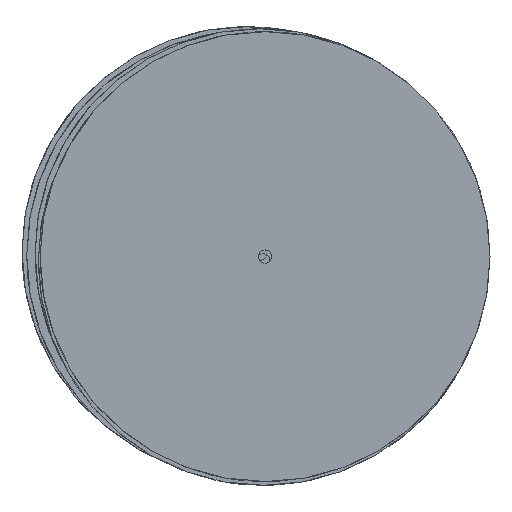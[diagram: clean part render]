
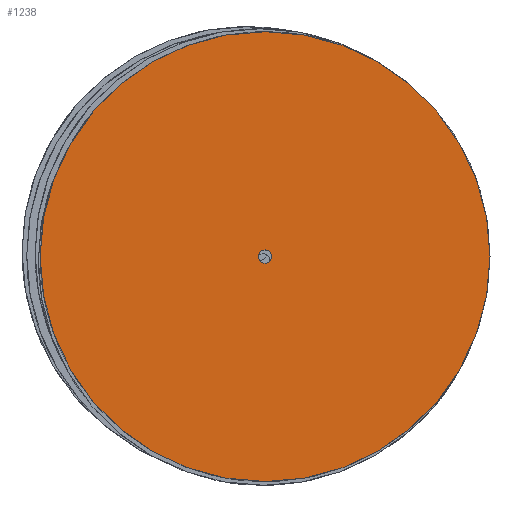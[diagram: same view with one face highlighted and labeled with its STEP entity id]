
A CAD part, top view. The second image highlights one B-rep face of the part: STEP entity #1238.
In plain terms, the highlighted planar face has unit normal (0, 0, 1).
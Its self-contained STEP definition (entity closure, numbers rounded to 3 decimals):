
#37=FACE_BOUND('',#320,.T.);
#58=PLANE('',#1410);
#249=FACE_OUTER_BOUND('',#319,.T.);
#319=EDGE_LOOP('',(#1143));
#320=EDGE_LOOP('',(#1144));
#384=CIRCLE('',#1407,0.49);
#385=CIRCLE('',#1409,16.5);
#579=VERTEX_POINT('',#2720);
#580=VERTEX_POINT('',#2724);
#766=EDGE_CURVE('',#579,#579,#384,.T.);
#767=EDGE_CURVE('',#580,#580,#385,.T.);
#1143=ORIENTED_EDGE('',*,*,#767,.T.);
#1144=ORIENTED_EDGE('',*,*,#766,.T.);
#1238=ADVANCED_FACE('',(#249,#37),#58,.T.);
#1407=AXIS2_PLACEMENT_3D('',#2722,#1728,#1729);
#1409=AXIS2_PLACEMENT_3D('',#2725,#1732,#1733);
#1410=AXIS2_PLACEMENT_3D('',#2727,#1735,#1736);
#1728=DIRECTION('center_axis',(0.,0.,-1.));
#1729=DIRECTION('ref_axis',(-1.,0.,0.));
#1732=DIRECTION('center_axis',(0.,0.,1.));
#1733=DIRECTION('ref_axis',(1.,0.,0.));
#1735=DIRECTION('center_axis',(0.,0.,1.));
#1736=DIRECTION('ref_axis',(1.,0.,0.));
#2720=CARTESIAN_POINT('',(0.49,0.,1.));
#2722=CARTESIAN_POINT('Origin',(0.,0.,1.));
#2724=CARTESIAN_POINT('',(-16.5,0.,1.));
#2725=CARTESIAN_POINT('Origin',(0.,0.,1.));
#2727=CARTESIAN_POINT('Origin',(0.,0.,1.));
